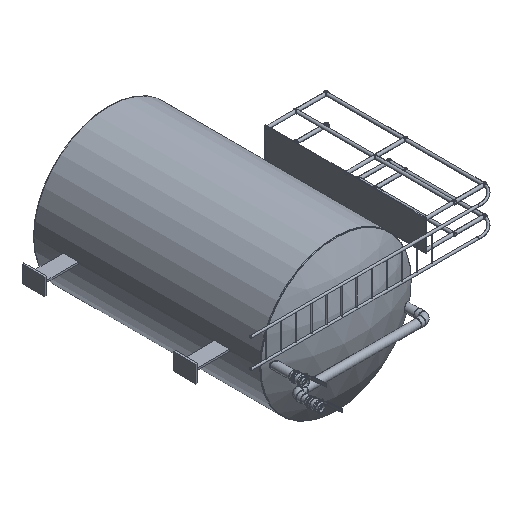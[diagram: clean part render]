
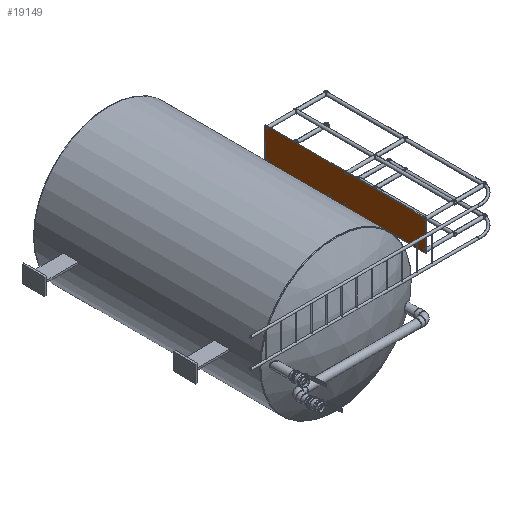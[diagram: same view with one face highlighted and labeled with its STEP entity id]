
A CAD part, isometric view. The second image highlights one B-rep face of the part: STEP entity #19149.
In plain terms, the highlighted planar face has unit normal (-1, 0, 0).
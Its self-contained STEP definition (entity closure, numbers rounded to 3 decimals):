
#5183 = PLANE('',#5184);
#5184 = AXIS2_PLACEMENT_3D('',#5185,#5186,#5187);
#5185 = CARTESIAN_POINT('',(1000.,-1692.829,405.));
#5186 = DIRECTION('',(0.,0.,-1.));
#5187 = DIRECTION('',(0.,1.,0.));
#5244 = PLANE('',#5245);
#5245 = AXIS2_PLACEMENT_3D('',#5246,#5247,#5248);
#5246 = CARTESIAN_POINT('',(1000.,435.838,405.));
#5247 = DIRECTION('',(0.,1.,0.));
#5248 = DIRECTION('',(0.,-0.,1.));
#5303 = PLANE('',#5304);
#5304 = AXIS2_PLACEMENT_3D('',#5305,#5306,#5307);
#5305 = CARTESIAN_POINT('',(1000.,435.838,807.));
#5306 = DIRECTION('',(0.,0.,1.));
#5307 = DIRECTION('',(0.,-1.,0.));
#5375 = PLANE('',#5376);
#5376 = AXIS2_PLACEMENT_3D('',#5377,#5378,#5379);
#5377 = CARTESIAN_POINT('',(1000.,-1692.829,807.));
#5378 = DIRECTION('',(0.,-1.,0.));
#5379 = DIRECTION('',(0.,0.,-1.));
#18943 = EDGE_CURVE('',#18944,#18946,#18948,.T.);
#18944 = VERTEX_POINT('',#18945);
#18945 = CARTESIAN_POINT('',(1000.,435.838,807.));
#18946 = VERTEX_POINT('',#18947);
#18947 = CARTESIAN_POINT('',(1000.,435.838,405.));
#18948 = SURFACE_CURVE('',#18949,(#18953,#18960),.PCURVE_S1.);
#18949 = LINE('',#18950,#18951);
#18950 = CARTESIAN_POINT('',(1000.,435.838,807.));
#18951 = VECTOR('',#18952,1.);
#18952 = DIRECTION('',(0.,0.,-1.));
#18953 = PCURVE('',#5244,#18954);
#18954 = DEFINITIONAL_REPRESENTATION('',(#18955),#18959);
#18955 = LINE('',#18956,#18957);
#18956 = CARTESIAN_POINT('',(402.,0.));
#18957 = VECTOR('',#18958,1.);
#18958 = DIRECTION('',(-1.,0.));
#18959 = ( GEOMETRIC_REPRESENTATION_CONTEXT(2) 
PARAMETRIC_REPRESENTATION_CONTEXT() REPRESENTATION_CONTEXT('2D SPACE',''
  ) );
#18960 = PCURVE('',#18961,#18966);
#18961 = PLANE('',#18962);
#18962 = AXIS2_PLACEMENT_3D('',#18963,#18964,#18965);
#18963 = CARTESIAN_POINT('',(1000.,-628.495,606.));
#18964 = DIRECTION('',(1.,0.,0.));
#18965 = DIRECTION('',(0.,0.,-1.));
#18966 = DEFINITIONAL_REPRESENTATION('',(#18967),#18971);
#18967 = LINE('',#18968,#18969);
#18968 = CARTESIAN_POINT('',(-201.,1064.334));
#18969 = VECTOR('',#18970,1.);
#18970 = DIRECTION('',(1.,0.));
#18971 = ( GEOMETRIC_REPRESENTATION_CONTEXT(2) 
PARAMETRIC_REPRESENTATION_CONTEXT() REPRESENTATION_CONTEXT('2D SPACE',''
  ) );
#19021 = EDGE_CURVE('',#18946,#19022,#19024,.T.);
#19022 = VERTEX_POINT('',#19023);
#19023 = CARTESIAN_POINT('',(1000.,-1692.829,405.));
#19024 = SURFACE_CURVE('',#19025,(#19029,#19036),.PCURVE_S1.);
#19025 = LINE('',#19026,#19027);
#19026 = CARTESIAN_POINT('',(1000.,435.838,405.));
#19027 = VECTOR('',#19028,1.);
#19028 = DIRECTION('',(0.,-1.,0.));
#19029 = PCURVE('',#5183,#19030);
#19030 = DEFINITIONAL_REPRESENTATION('',(#19031),#19035);
#19031 = LINE('',#19032,#19033);
#19032 = CARTESIAN_POINT('',(2128.667,0.));
#19033 = VECTOR('',#19034,1.);
#19034 = DIRECTION('',(-1.,0.));
#19035 = ( GEOMETRIC_REPRESENTATION_CONTEXT(2) 
PARAMETRIC_REPRESENTATION_CONTEXT() REPRESENTATION_CONTEXT('2D SPACE',''
  ) );
#19036 = PCURVE('',#18961,#19037);
#19037 = DEFINITIONAL_REPRESENTATION('',(#19038),#19042);
#19038 = LINE('',#19039,#19040);
#19039 = CARTESIAN_POINT('',(201.,1064.334));
#19040 = VECTOR('',#19041,1.);
#19041 = DIRECTION('',(0.,-1.));
#19042 = ( GEOMETRIC_REPRESENTATION_CONTEXT(2) 
PARAMETRIC_REPRESENTATION_CONTEXT() REPRESENTATION_CONTEXT('2D SPACE',''
  ) );
#19074 = EDGE_CURVE('',#19022,#19075,#19077,.T.);
#19075 = VERTEX_POINT('',#19076);
#19076 = CARTESIAN_POINT('',(1000.,-1692.829,807.));
#19077 = SURFACE_CURVE('',#19078,(#19082,#19089),.PCURVE_S1.);
#19078 = LINE('',#19079,#19080);
#19079 = CARTESIAN_POINT('',(1000.,-1692.829,405.));
#19080 = VECTOR('',#19081,1.);
#19081 = DIRECTION('',(0.,0.,1.));
#19082 = PCURVE('',#5375,#19083);
#19083 = DEFINITIONAL_REPRESENTATION('',(#19084),#19088);
#19084 = LINE('',#19085,#19086);
#19085 = CARTESIAN_POINT('',(402.,0.));
#19086 = VECTOR('',#19087,1.);
#19087 = DIRECTION('',(-1.,0.));
#19088 = ( GEOMETRIC_REPRESENTATION_CONTEXT(2) 
PARAMETRIC_REPRESENTATION_CONTEXT() REPRESENTATION_CONTEXT('2D SPACE',''
  ) );
#19089 = PCURVE('',#18961,#19090);
#19090 = DEFINITIONAL_REPRESENTATION('',(#19091),#19095);
#19091 = LINE('',#19092,#19093);
#19092 = CARTESIAN_POINT('',(201.,-1064.334));
#19093 = VECTOR('',#19094,1.);
#19094 = DIRECTION('',(-1.,0.));
#19095 = ( GEOMETRIC_REPRESENTATION_CONTEXT(2) 
PARAMETRIC_REPRESENTATION_CONTEXT() REPRESENTATION_CONTEXT('2D SPACE',''
  ) );
#19123 = EDGE_CURVE('',#19075,#18944,#19124,.T.);
#19124 = SURFACE_CURVE('',#19125,(#19129,#19136),.PCURVE_S1.);
#19125 = LINE('',#19126,#19127);
#19126 = CARTESIAN_POINT('',(1000.,-1692.829,807.));
#19127 = VECTOR('',#19128,1.);
#19128 = DIRECTION('',(0.,1.,0.));
#19129 = PCURVE('',#5303,#19130);
#19130 = DEFINITIONAL_REPRESENTATION('',(#19131),#19135);
#19131 = LINE('',#19132,#19133);
#19132 = CARTESIAN_POINT('',(2128.667,0.));
#19133 = VECTOR('',#19134,1.);
#19134 = DIRECTION('',(-1.,0.));
#19135 = ( GEOMETRIC_REPRESENTATION_CONTEXT(2) 
PARAMETRIC_REPRESENTATION_CONTEXT() REPRESENTATION_CONTEXT('2D SPACE',''
  ) );
#19136 = PCURVE('',#18961,#19137);
#19137 = DEFINITIONAL_REPRESENTATION('',(#19138),#19142);
#19138 = LINE('',#19139,#19140);
#19139 = CARTESIAN_POINT('',(-201.,-1064.334));
#19140 = VECTOR('',#19141,1.);
#19141 = DIRECTION('',(0.,1.));
#19142 = ( GEOMETRIC_REPRESENTATION_CONTEXT(2) 
PARAMETRIC_REPRESENTATION_CONTEXT() REPRESENTATION_CONTEXT('2D SPACE',''
  ) );
#19149 = ADVANCED_FACE('',(#19150),#18961,.F.);
#19150 = FACE_BOUND('',#19151,.T.);
#19151 = EDGE_LOOP('',(#19152,#19153,#19154,#19155));
#19152 = ORIENTED_EDGE('',*,*,#19123,.T.);
#19153 = ORIENTED_EDGE('',*,*,#18943,.T.);
#19154 = ORIENTED_EDGE('',*,*,#19021,.T.);
#19155 = ORIENTED_EDGE('',*,*,#19074,.T.);
